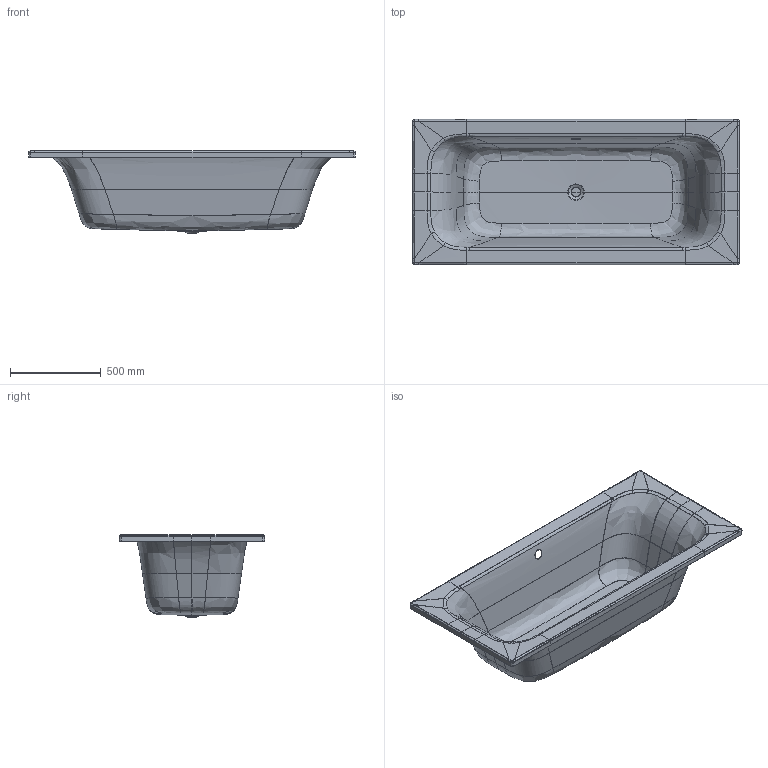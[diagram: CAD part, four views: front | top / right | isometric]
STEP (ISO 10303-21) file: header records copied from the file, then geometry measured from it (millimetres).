
FILE_DESCRIPTION((''),'2;1');
FILE_NAME('UBA_180_LFS_2V','2021-07-15T14:57:25',('grootj'),('Villeroy & Boch Wellness bv'),'CREO PARAMETRIC BY PTC INC, 2020454','CREO PARAMETRIC BY PTC INC, 2020454','');
FILE_SCHEMA(('CONFIG_CONTROL_DESIGN'));
Length unit declared in the file: millimetre
Products named in the file (1): UBA_180_LFS_2V
Bounding box: 1800.05 x 800.04 x 452.65 mm (x, y, z)
Volume: 6472535.4 mm3; surface area: 8103153.8 mm2
Topology: 1 solids, 2 shells, 375 faces, 845 edges, 474 vertices
Faces by surface type: bspline 240, plane 67, cylinder 32, extrusion 24, cone 12
Entity records: 28198 total; most frequent: CARTESIAN_POINT 21920, ORIENTED_EDGE 1670, EDGE_CURVE 845, B_SPLINE_CURVE_WITH_KNOTS 648, DIRECTION 519, VERTEX_POINT 474, EDGE_LOOP 379, FACE_OUTER_BOUND 375
